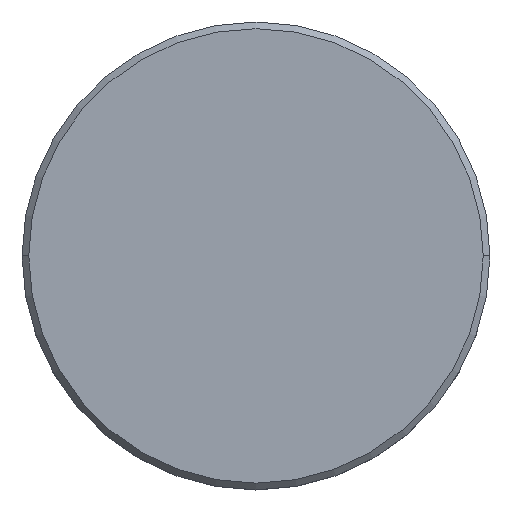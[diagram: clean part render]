
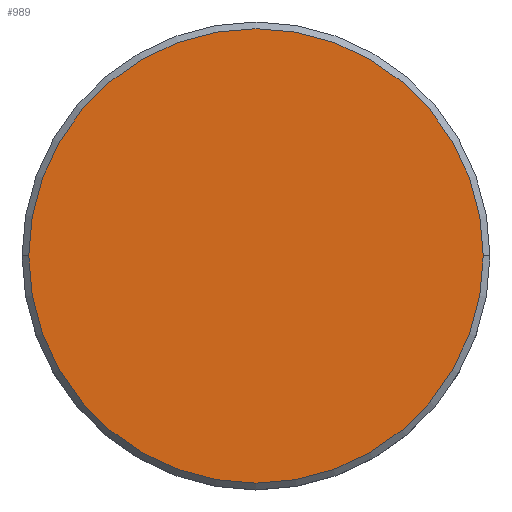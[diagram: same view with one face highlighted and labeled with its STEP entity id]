
A CAD part, top view. The second image highlights one B-rep face of the part: STEP entity #989.
In plain terms, the highlighted planar face has unit normal (0, 0, 1).
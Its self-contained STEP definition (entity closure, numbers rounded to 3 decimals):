
#29 = EDGE_CURVE ( 'NONE', #1134, #929, #834, .T. ) ;
#35 = CARTESIAN_POINT ( 'NONE',  ( -17., 0., 0. ) ) ;
#50 = CARTESIAN_POINT ( 'NONE',  ( 0., 0., 0. ) ) ;
#129 = AXIS2_PLACEMENT_3D ( 'NONE', #50, #405, #1144 ) ;
#145 = DIRECTION ( 'NONE',  ( 0., 0., 1. ) ) ;
#189 = CARTESIAN_POINT ( 'NONE',  ( 17., 0., 0. ) ) ;
#306 = AXIS2_PLACEMENT_3D ( 'NONE', #1049, #145, #636 ) ;
#405 = DIRECTION ( 'NONE',  ( 0., 0., 1. ) ) ;
#413 = CARTESIAN_POINT ( 'NONE',  ( 0., 0., 0. ) ) ;
#497 = FACE_OUTER_BOUND ( 'NONE', #609, .T. ) ;
#609 = EDGE_LOOP ( 'NONE', ( #1038, #1063 ) ) ;
#636 = DIRECTION ( 'NONE',  ( 1., 0., 0. ) ) ;
#767 = AXIS2_PLACEMENT_3D ( 'NONE', #413, #971, #979 ) ;
#794 = PLANE ( 'NONE',  #767 ) ;
#807 = CIRCLE ( 'NONE', #306, 17. ) ;
#834 = CIRCLE ( 'NONE', #129, 17. ) ;
#929 = VERTEX_POINT ( 'NONE', #35 ) ;
#971 = DIRECTION ( 'NONE',  ( 0., 0., 1. ) ) ;
#979 = DIRECTION ( 'NONE',  ( 1., 0., 0. ) ) ;
#989 = ADVANCED_FACE ( 'NONE', ( #497 ), #794, .T. ) ;
#1038 = ORIENTED_EDGE ( 'NONE', *, *, #1092, .T. ) ;
#1049 = CARTESIAN_POINT ( 'NONE',  ( 0., 0., 0. ) ) ;
#1063 = ORIENTED_EDGE ( 'NONE', *, *, #29, .T. ) ;
#1092 = EDGE_CURVE ( 'NONE', #929, #1134, #807, .T. ) ;
#1134 = VERTEX_POINT ( 'NONE', #189 ) ;
#1144 = DIRECTION ( 'NONE',  ( 1., 0., 0. ) ) ;
